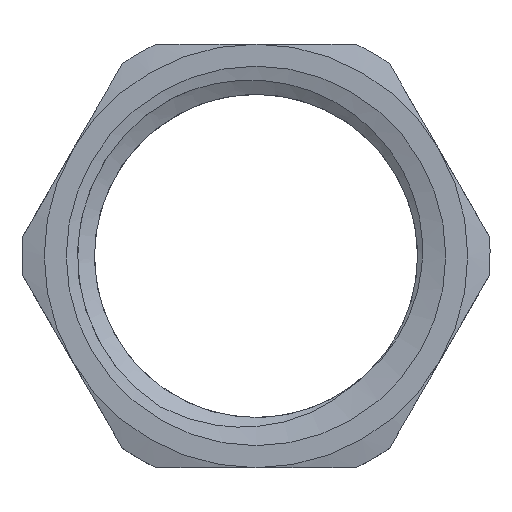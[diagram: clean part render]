
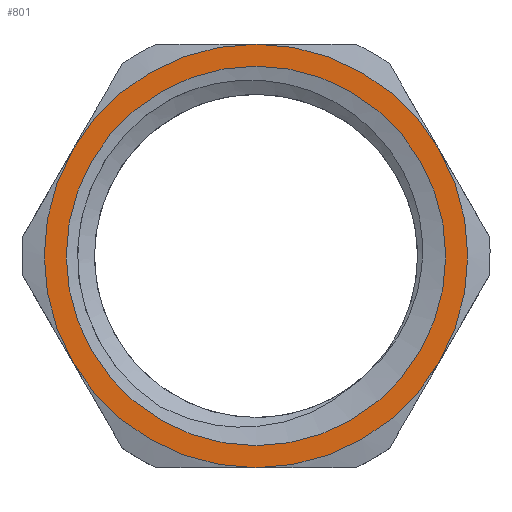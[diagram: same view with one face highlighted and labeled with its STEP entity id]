
A CAD part, top view. The second image highlights one B-rep face of the part: STEP entity #801.
In plain terms, the highlighted planar face has unit normal (0, 0, 1).
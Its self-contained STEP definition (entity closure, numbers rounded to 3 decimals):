
#120=PLANE('',#885);
#137=FACE_BOUND('',#218,.T.);
#170=FACE_OUTER_BOUND('',#217,.T.);
#217=EDGE_LOOP('',(#632,#633,#634,#635,#636,#637));
#218=EDGE_LOOP('',(#638));
#235=CIRCLE('',#828,8.511);
#263=CIRCLE('',#884,9.5);
#264=CIRCLE('',#886,9.5);
#265=CIRCLE('',#887,9.5);
#266=CIRCLE('',#888,9.5);
#267=CIRCLE('',#889,9.5);
#268=CIRCLE('',#890,9.5);
#289=VERTEX_POINT('',#1180);
#338=VERTEX_POINT('',#1704);
#346=VERTEX_POINT('',#1771);
#348=VERTEX_POINT('',#1782);
#349=VERTEX_POINT('',#1792);
#350=VERTEX_POINT('',#1796);
#351=VERTEX_POINT('',#1802);
#365=EDGE_CURVE('',#289,#289,#235,.T.);
#455=EDGE_CURVE('',#350,#349,#263,.T.);
#456=EDGE_CURVE('',#351,#350,#264,.T.);
#457=EDGE_CURVE('',#338,#351,#265,.T.);
#458=EDGE_CURVE('',#346,#338,#266,.T.);
#459=EDGE_CURVE('',#348,#346,#267,.T.);
#460=EDGE_CURVE('',#349,#348,#268,.T.);
#632=ORIENTED_EDGE('',*,*,#455,.F.);
#633=ORIENTED_EDGE('',*,*,#456,.F.);
#634=ORIENTED_EDGE('',*,*,#457,.F.);
#635=ORIENTED_EDGE('',*,*,#458,.F.);
#636=ORIENTED_EDGE('',*,*,#459,.F.);
#637=ORIENTED_EDGE('',*,*,#460,.F.);
#638=ORIENTED_EDGE('',*,*,#365,.T.);
#801=ADVANCED_FACE('',(#170,#137),#120,.T.);
#828=AXIS2_PLACEMENT_3D('',#1181,#921,#922);
#884=AXIS2_PLACEMENT_3D('',#1800,#1059,#1060);
#885=AXIS2_PLACEMENT_3D('',#1801,#1061,#1062);
#886=AXIS2_PLACEMENT_3D('',#1803,#1063,#1064);
#887=AXIS2_PLACEMENT_3D('',#1804,#1065,#1066);
#888=AXIS2_PLACEMENT_3D('',#1805,#1067,#1068);
#889=AXIS2_PLACEMENT_3D('',#1806,#1069,#1070);
#890=AXIS2_PLACEMENT_3D('',#1807,#1071,#1072);
#921=DIRECTION('center_axis',(0.,0.,-1.));
#922=DIRECTION('ref_axis',(0.,-1.,0.));
#1059=DIRECTION('center_axis',(0.,0.,-1.));
#1060=DIRECTION('ref_axis',(0.426,-0.905,0.));
#1061=DIRECTION('center_axis',(0.,0.,1.));
#1062=DIRECTION('ref_axis',(1.,0.,0.));
#1063=DIRECTION('center_axis',(0.,0.,-1.));
#1064=DIRECTION('ref_axis',(0.997,-0.084,0.));
#1065=DIRECTION('center_axis',(0.,0.,-1.));
#1066=DIRECTION('ref_axis',(0.571,0.821,0.));
#1067=DIRECTION('center_axis',(0.,0.,-1.));
#1068=DIRECTION('ref_axis',(-0.426,0.905,0.));
#1069=DIRECTION('center_axis',(0.,0.,-1.));
#1070=DIRECTION('ref_axis',(-0.997,0.084,0.));
#1071=DIRECTION('center_axis',(0.,0.,-1.));
#1072=DIRECTION('ref_axis',(-0.571,-0.821,0.));
#1180=CARTESIAN_POINT('',(0.,-8.511,3.5));
#1181=CARTESIAN_POINT('Origin',(0.,0.,3.5));
#1704=CARTESIAN_POINT('',(0.,9.5,3.5));
#1771=CARTESIAN_POINT('',(-8.227,4.75,3.5));
#1782=CARTESIAN_POINT('',(-8.227,-4.75,3.5));
#1792=CARTESIAN_POINT('',(0.,-9.5,3.5));
#1796=CARTESIAN_POINT('',(8.227,-4.75,3.5));
#1800=CARTESIAN_POINT('Origin',(0.,0.,3.5));
#1801=CARTESIAN_POINT('Origin',(0.,0.,3.5));
#1802=CARTESIAN_POINT('',(8.227,4.75,3.5));
#1803=CARTESIAN_POINT('Origin',(0.,0.,3.5));
#1804=CARTESIAN_POINT('Origin',(0.,0.,3.5));
#1805=CARTESIAN_POINT('Origin',(0.,0.,3.5));
#1806=CARTESIAN_POINT('Origin',(0.,0.,3.5));
#1807=CARTESIAN_POINT('Origin',(0.,0.,3.5));
